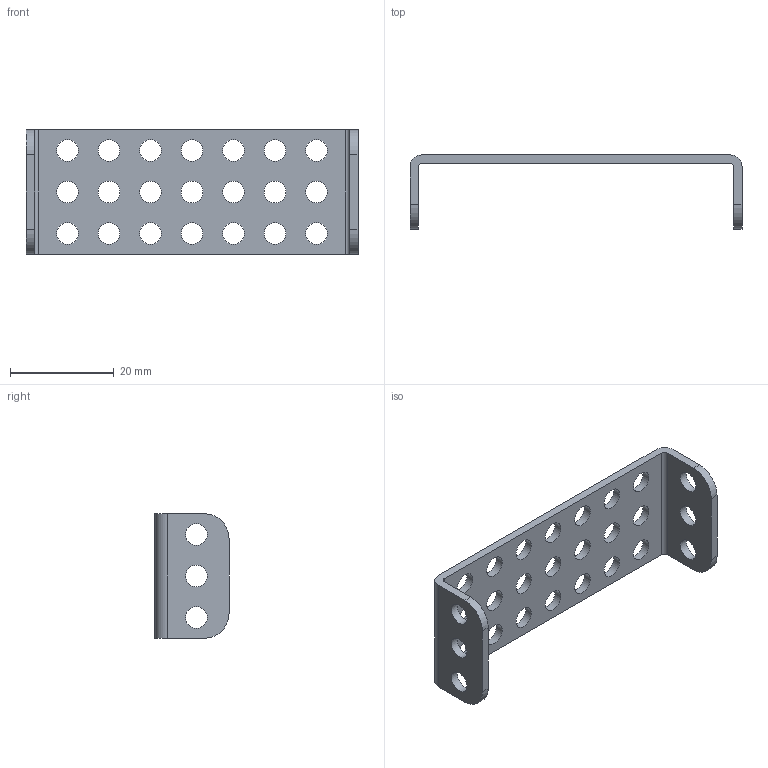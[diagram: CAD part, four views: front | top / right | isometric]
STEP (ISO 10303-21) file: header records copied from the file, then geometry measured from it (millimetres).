
FILE_DESCRIPTION(/* description */ (''),/* implementation_level */ '2;1');
FILE_NAME(/* name */ 'Matrix_05-0307.ipt.stp',/* time_stamp */ '2014-12-18T17:42:16-08:00',/* author */ ('Autodesk Inc.'),/* organization */ ('Autodesk Inc.'),/* preprocessor_version */ 'ST-DEVELOPER v15.6',/* originating_system */ 'Autodesk Inventor 2015',/* authorisation */ '');
FILE_SCHEMA (('AUTOMOTIVE_DESIGN { 1 0 10303 214 3 1 1 }'));
Length unit declared in the file: millimetre
Products named in the file (1): Matrix_05-0307
Bounding box: 64 x 14.3 x 24 mm (x, y, z)
Volume: 2752 mm3; surface area: 4355.5 mm2
Topology: 1 solids, 1 shells, 45 faces, 129 edges, 86 vertices
Faces by surface type: cylinder 35, plane 10
Full cylindrical faces by diameter (mm): 4.2 x27
Entity records: 1510 total; most frequent: DIRECTION 264, CARTESIAN_POINT 234, ORIENTED_EDGE 204, EDGE_LOOP 126, AXIS2_PLACEMENT_3D 116, EDGE_CURVE 102, VERTEX_POINT 86, FACE_BOUND 81
